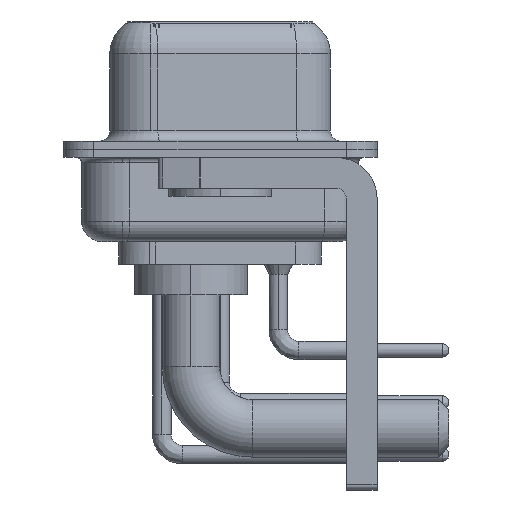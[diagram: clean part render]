
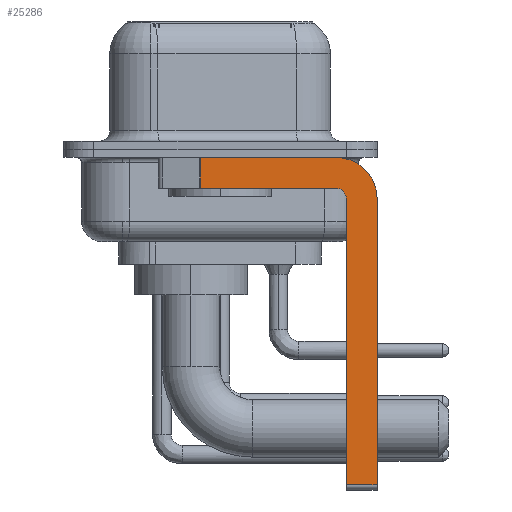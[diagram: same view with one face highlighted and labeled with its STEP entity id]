
A CAD part, left-side view. The second image highlights one B-rep face of the part: STEP entity #25286.
In plain terms, the highlighted planar face has unit normal (-1, 0, 0).
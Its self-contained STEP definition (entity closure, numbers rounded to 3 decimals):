
#967 = AXIS2_PLACEMENT_3D ( 'NONE', #20966, #11363, #13792 ) ;
#1361 = CARTESIAN_POINT ( 'NONE',  ( -2.9, 3., -0.4 ) ) ;
#1453 = AXIS2_PLACEMENT_3D ( 'NONE', #27144, #6289, #6447 ) ;
#1576 = VECTOR ( 'NONE', #16669, 1000. ) ;
#1825 = CARTESIAN_POINT ( 'NONE',  ( -2.9, -6.15, -16.6 ) ) ;
#2168 = VERTEX_POINT ( 'NONE', #9813 ) ;
#2800 = LINE ( 'NONE', #28810, #1576 ) ;
#2886 = EDGE_CURVE ( 'NONE', #19696, #4453, #28776, .T. ) ;
#3427 = DIRECTION ( 'NONE',  ( 0., 1., 0. ) ) ;
#3790 = CIRCLE ( 'NONE', #27125, 2. ) ;
#4380 = EDGE_CURVE ( 'NONE', #12394, #15050, #20251, .T. ) ;
#4453 = VERTEX_POINT ( 'NONE', #18133 ) ;
#5117 = CARTESIAN_POINT ( 'NONE',  ( -2.9, 0.978, -0.4 ) ) ;
#5628 = DIRECTION ( 'NONE',  ( 0., -1., 0. ) ) ;
#5924 = ORIENTED_EDGE ( 'NONE', *, *, #4380, .F. ) ;
#6289 = DIRECTION ( 'NONE',  ( 1., 0., 0. ) ) ;
#6447 = DIRECTION ( 'NONE',  ( 0., 0., -1. ) ) ;
#7395 = CARTESIAN_POINT ( 'NONE',  ( -2.9, -7.65, -2.4 ) ) ;
#7500 = EDGE_CURVE ( 'NONE', #4453, #24968, #3790, .T. ) ;
#8656 = CARTESIAN_POINT ( 'NONE',  ( -2.9, -6.15, -2.4 ) ) ;
#9580 = VECTOR ( 'NONE', #20469, 1000. ) ;
#9813 = CARTESIAN_POINT ( 'NONE',  ( -2.9, -5.65, -1.9 ) ) ;
#10062 = CARTESIAN_POINT ( 'NONE',  ( -2.9, -6.15, -16.35 ) ) ;
#10727 = LINE ( 'NONE', #24734, #9580 ) ;
#11363 = DIRECTION ( 'NONE',  ( -1., 0., 0. ) ) ;
#11477 = ORIENTED_EDGE ( 'NONE', *, *, #2886, .F. ) ;
#11534 = ORIENTED_EDGE ( 'NONE', *, *, #23868, .F. ) ;
#12121 = DIRECTION ( 'NONE',  ( 0., 0., -1. ) ) ;
#12394 = VERTEX_POINT ( 'NONE', #10062 ) ;
#13083 = VERTEX_POINT ( 'NONE', #26220 ) ;
#13253 = VECTOR ( 'NONE', #5628, 1000. ) ;
#13792 = DIRECTION ( 'NONE',  ( 0., 0., 1. ) ) ;
#13984 = VECTOR ( 'NONE', #12121, 1000. ) ;
#14311 = ORIENTED_EDGE ( 'NONE', *, *, #29359, .T. ) ;
#14549 = CARTESIAN_POINT ( 'NONE',  ( -2.9, -7.65, -2.4 ) ) ;
#15050 = VERTEX_POINT ( 'NONE', #8656 ) ;
#15260 = ORIENTED_EDGE ( 'NONE', *, *, #26690, .F. ) ;
#15581 = PLANE ( 'NONE',  #1453 ) ;
#16405 = LINE ( 'NONE', #14549, #13984 ) ;
#16466 = VECTOR ( 'NONE', #3427, 1000. ) ;
#16669 = DIRECTION ( 'NONE',  ( 0., 0., -1. ) ) ;
#16853 = LINE ( 'NONE', #26415, #16466 ) ;
#18133 = CARTESIAN_POINT ( 'NONE',  ( -2.9, -5.65, -0.4 ) ) ;
#18178 = EDGE_CURVE ( 'NONE', #24968, #13083, #16405, .T. ) ;
#18336 = DIRECTION ( 'NONE',  ( 1., 0., 0. ) ) ;
#18657 = ORIENTED_EDGE ( 'NONE', *, *, #18178, .F. ) ;
#19696 = VERTEX_POINT ( 'NONE', #5117 ) ;
#20251 = LINE ( 'NONE', #1825, #26019 ) ;
#20469 = DIRECTION ( 'NONE',  ( 0., -1., 0. ) ) ;
#20966 = CARTESIAN_POINT ( 'NONE',  ( -2.9, -5.65, -2.4 ) ) ;
#22151 = CARTESIAN_POINT ( 'NONE',  ( -2.9, 0.978, -1.9 ) ) ;
#22614 = EDGE_CURVE ( 'NONE', #12394, #13083, #10727, .T. ) ;
#22615 = EDGE_LOOP ( 'NONE', ( #11477, #14311, #11534, #15260, #5924, #27883, #18657, #24754 ) ) ;
#23868 = EDGE_CURVE ( 'NONE', #2168, #28420, #16853, .T. ) ;
#24734 = CARTESIAN_POINT ( 'NONE',  ( -2.9, -5.65, -16.35 ) ) ;
#24754 = ORIENTED_EDGE ( 'NONE', *, *, #7500, .F. ) ;
#24968 = VERTEX_POINT ( 'NONE', #7395 ) ;
#25031 = FACE_OUTER_BOUND ( 'NONE', #22615, .T. ) ;
#25286 = ADVANCED_FACE ( 'NONE', ( #25031 ), #15581, .F. ) ;
#26019 = VECTOR ( 'NONE', #27851, 1000. ) ;
#26220 = CARTESIAN_POINT ( 'NONE',  ( -2.9, -7.65, -16.35 ) ) ;
#26415 = CARTESIAN_POINT ( 'NONE',  ( -2.9, -5.65, -1.9 ) ) ;
#26690 = EDGE_CURVE ( 'NONE', #15050, #2168, #29159, .T. ) ;
#27125 = AXIS2_PLACEMENT_3D ( 'NONE', #27904, #18336, #29721 ) ;
#27144 = CARTESIAN_POINT ( 'NONE',  ( -2.9, -5.65, -2.4 ) ) ;
#27851 = DIRECTION ( 'NONE',  ( 0., 0., 1. ) ) ;
#27883 = ORIENTED_EDGE ( 'NONE', *, *, #22614, .T. ) ;
#27904 = CARTESIAN_POINT ( 'NONE',  ( -2.9, -5.65, -2.4 ) ) ;
#28420 = VERTEX_POINT ( 'NONE', #22151 ) ;
#28776 = LINE ( 'NONE', #1361, #13253 ) ;
#28810 = CARTESIAN_POINT ( 'NONE',  ( -2.9, 0.978, -1.9 ) ) ;
#29159 = CIRCLE ( 'NONE', #967, 0.5 ) ;
#29359 = EDGE_CURVE ( 'NONE', #19696, #28420, #2800, .T. ) ;
#29721 = DIRECTION ( 'NONE',  ( 0., 0., -1. ) ) ;
